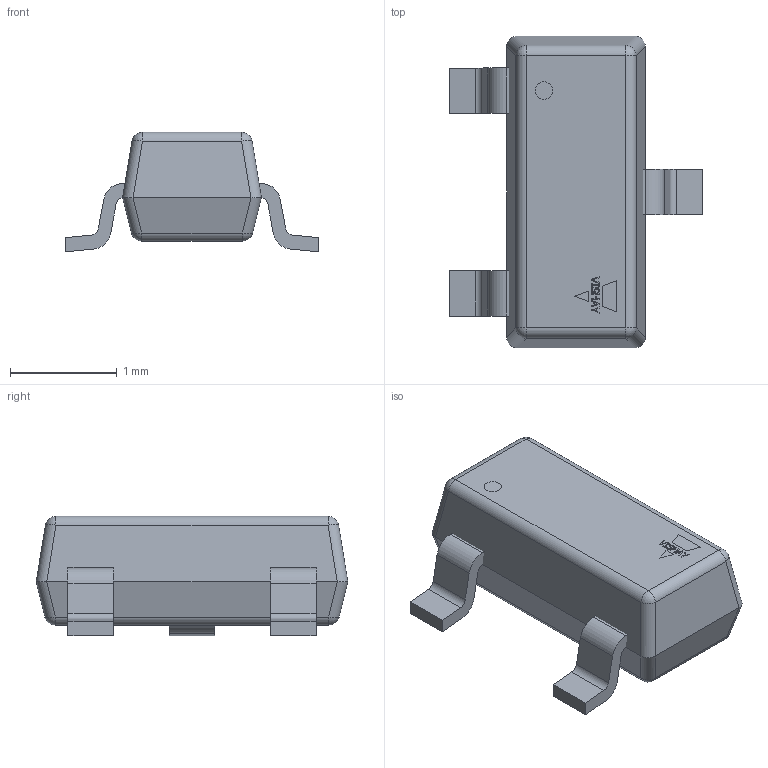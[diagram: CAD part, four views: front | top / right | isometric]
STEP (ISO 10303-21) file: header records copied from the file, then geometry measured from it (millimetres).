
FILE_DESCRIPTION(/* description */ (''),/* implementation_level */ '2;1');
FILE_NAME(/* name */ '1.stp',/* time_stamp */ '2019-07-30T13:26:30+02:00',/* author */ ('admin'),/* organization */ (''),/* preprocessor_version */ 'ST-DEVELOPER v15.6',/* originating_system */ 'Autodesk Inventor 2015',/* authorisation */ '');
FILE_SCHEMA (('AUTOMOTIVE_DESIGN { 1 0 10303 214 3 1 1 }'));
Length unit declared in the file: millimetre
Products named in the file (5): 1; 2; Vishay logo; Vishay logo - 1
Bounding box: 2.37 x 2.92 x 1.12 mm (x, y, z)
Volume: 3.6 mm3; surface area: 17.9 mm2
Topology: 13 solids, 13 shells, 173 faces, 417 edges, 270 vertices
Faces by surface type: plane 120, cylinder 29, bspline 16, sphere 8
Full cylindrical faces by diameter (mm): 0.162 x1
Entity records: 5175 total; most frequent: CARTESIAN_POINT 1076, ORIENTED_EDGE 832, DIRECTION 778, EDGE_CURVE 416, LINE 322, VECTOR 322, VERTEX_POINT 270, AXIS2_PLACEMENT_3D 228
